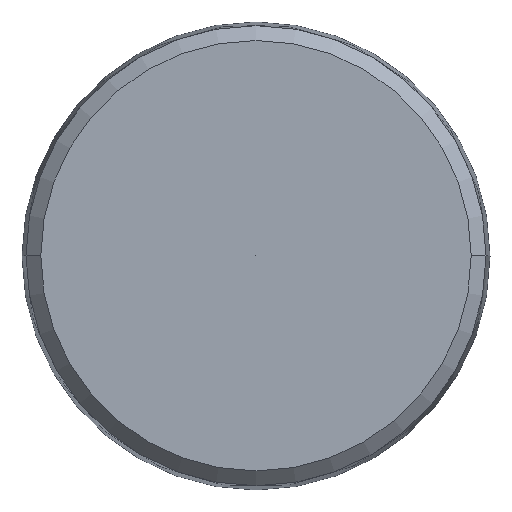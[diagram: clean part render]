
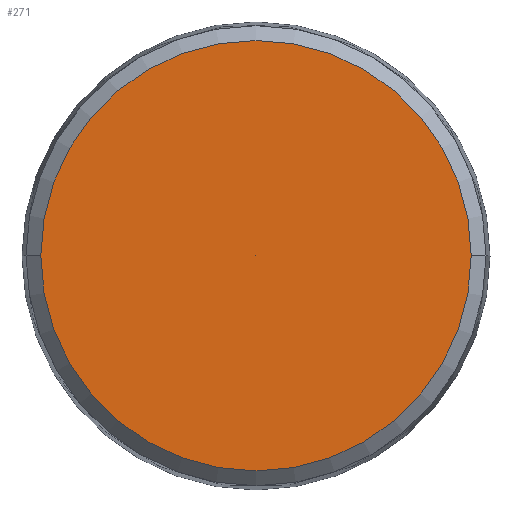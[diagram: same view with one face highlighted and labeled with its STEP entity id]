
A CAD part, top view. The second image highlights one B-rep face of the part: STEP entity #271.
In plain terms, the highlighted planar face has unit normal (0, 0, 1).
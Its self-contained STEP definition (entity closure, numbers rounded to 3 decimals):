
#248=CARTESIAN_POINT('Axis2P3D Location',(0.,0.,13.)) ;
#253=CARTESIAN_POINT('Axis2P3D Location',(0.,0.,13.)) ;
#257=CARTESIAN_POINT('Vertex',(-15.264,0.,13.)) ;
#259=CARTESIAN_POINT('Vertex',(15.264,0.,13.)) ;
#262=CARTESIAN_POINT('Axis2P3D Location',(0.,0.,13.)) ;
#249=DIRECTION('Axis2P3D Direction',(0.,0.,1.)) ;
#250=DIRECTION('Axis2P3D XDirection',(1.,0.,0.)) ;
#254=DIRECTION('Axis2P3D Direction',(0.,0.,1.)) ;
#263=DIRECTION('Axis2P3D Direction',(0.,0.,1.)) ;
#251=AXIS2_PLACEMENT_3D('Plane Axis2P3D',#248,#249,#250) ;
#255=AXIS2_PLACEMENT_3D('Circle Axis2P3D',#253,#254,$) ;
#264=AXIS2_PLACEMENT_3D('Circle Axis2P3D',#262,#263,$) ;
#268=ORIENTED_EDGE('',*,*,#261,.T.) ;
#269=ORIENTED_EDGE('',*,*,#266,.T.) ;
#271=ADVANCED_FACE('Corps principal',(#270),#252,.T.) ;
#256=CIRCLE('generated circle',#255,15.264) ;
#265=CIRCLE('generated circle',#264,15.264) ;
#261=EDGE_CURVE('',#258,#260,#256,.T.) ;
#266=EDGE_CURVE('',#260,#258,#265,.T.) ;
#267=EDGE_LOOP('',(#268,#269)) ;
#270=FACE_OUTER_BOUND('',#267,.T.) ;
#252=PLANE('',#251) ;
#258=VERTEX_POINT('',#257) ;
#260=VERTEX_POINT('',#259) ;
